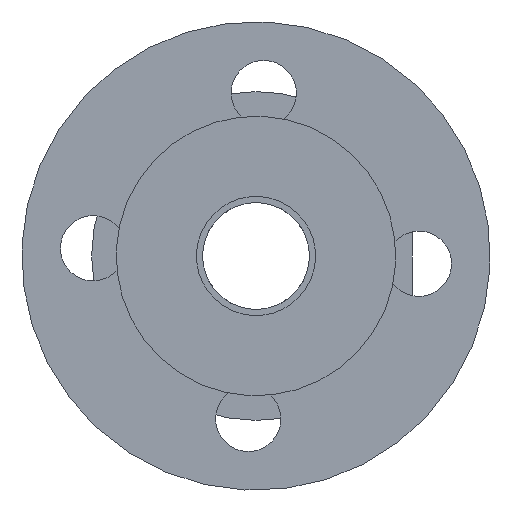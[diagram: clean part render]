
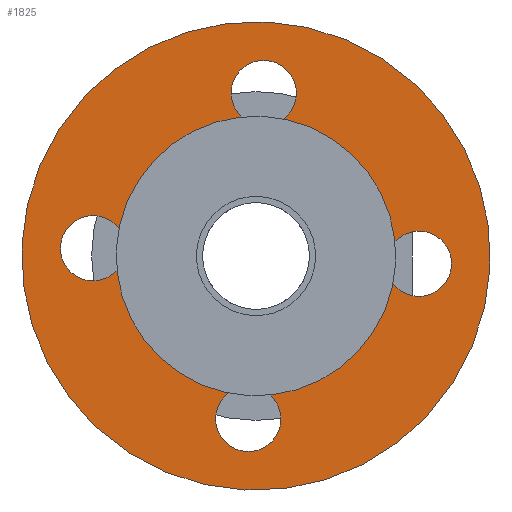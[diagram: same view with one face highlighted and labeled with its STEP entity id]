
A CAD part, left-side view. The second image highlights one B-rep face of the part: STEP entity #1825.
In plain terms, the highlighted planar face has unit normal (-1, 0, 0).
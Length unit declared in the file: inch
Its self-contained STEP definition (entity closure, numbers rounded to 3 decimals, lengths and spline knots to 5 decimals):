
#6 = CARTESIAN_POINT ( 'NONE',  ( -38.67215, 0.07395, -1.56075 ) ) ;
#22 = FACE_BOUND ( 'NONE', #1381, .T. ) ;
#23 = ORIENTED_EDGE ( 'NONE', *, *, #1979, .F. ) ;
#57 = DIRECTION ( 'NONE',  ( -1., 0., 0. ) ) ;
#93 = DIRECTION ( 'NONE',  ( -1., 0., 0. ) ) ;
#105 = ORIENTED_EDGE ( 'NONE', *, *, #1474, .F. ) ;
#144 = CARTESIAN_POINT ( 'NONE',  ( -38.67215, -1.57554, 0.2382 ) ) ;
#164 = DIRECTION ( 'NONE',  ( 0., 0.047, -0.999 ) ) ;
#190 = ORIENTED_EDGE ( 'NONE', *, *, #1870, .F. ) ;
#218 = ORIENTED_EDGE ( 'NONE', *, *, #1086, .F. ) ;
#240 = VERTEX_POINT ( 'NONE', #1275 ) ;
#241 = ORIENTED_EDGE ( 'NONE', *, *, #1597, .F. ) ;
#257 = CARTESIAN_POINT ( 'NONE',  ( -38.67215, -1.56075, -0.07395 ) ) ;
#270 = CIRCLE ( 'NONE', #1948, 0.3125 ) ;
#280 = DIRECTION ( 'NONE',  ( -1., 0., 0. ) ) ;
#283 = EDGE_LOOP ( 'NONE', ( #692, #241 ) ) ;
#292 = CARTESIAN_POINT ( 'NONE',  ( -38.67215, 0., 0. ) ) ;
#352 = CARTESIAN_POINT ( 'NONE',  ( -38.67215, 0.10621, -2.24149 ) ) ;
#383 = FACE_BOUND ( 'NONE', #1101, .T. ) ;
#390 = ORIENTED_EDGE ( 'NONE', *, *, #1147, .T. ) ;
#399 = CIRCLE ( 'NONE', #1139, 2.244 ) ;
#403 = EDGE_CURVE ( 'NONE', #1141, #463, #1740, .T. ) ;
#408 = CARTESIAN_POINT ( 'NONE',  ( -38.67215, 0.08874, -1.8729 ) ) ;
#414 = DIRECTION ( 'NONE',  ( 0., -0.999, -0.047 ) ) ;
#452 = DIRECTION ( 'NONE',  ( 0., -0.047, 0.999 ) ) ;
#457 = CARTESIAN_POINT ( 'NONE',  ( -38.67215, 1.57554, -0.2382 ) ) ;
#463 = VERTEX_POINT ( 'NONE', #408 ) ;
#465 = CARTESIAN_POINT ( 'NONE',  ( -38.67215, 0., 0. ) ) ;
#474 = DIRECTION ( 'NONE',  ( -1., 0., 0. ) ) ;
#477 = ORIENTED_EDGE ( 'NONE', *, *, #562, .F. ) ;
#508 = CIRCLE ( 'NONE', #893, 0.827 ) ;
#562 = EDGE_CURVE ( 'NONE', #791, #1310, #1452, .T. ) ;
#584 = CIRCLE ( 'NONE', #1620, 0.3125 ) ;
#595 = DIRECTION ( 'NONE',  ( -1., 0., 0. ) ) ;
#615 = DIRECTION ( 'NONE',  ( 0., -0.047, 0.999 ) ) ;
#621 = VERTEX_POINT ( 'NONE', #1721 ) ;
#627 = CARTESIAN_POINT ( 'NONE',  ( -38.67215, 0.07395, -1.56075 ) ) ;
#647 = DIRECTION ( 'NONE',  ( -1., 0., 0. ) ) ;
#654 = AXIS2_PLACEMENT_3D ( 'NONE', #1245, #647, #1551 ) ;
#692 = ORIENTED_EDGE ( 'NONE', *, *, #962, .F. ) ;
#694 = EDGE_LOOP ( 'NONE', ( #190, #709 ) ) ;
#709 = ORIENTED_EDGE ( 'NONE', *, *, #1233, .F. ) ;
#712 = AXIS2_PLACEMENT_3D ( 'NONE', #6, #1091, #164 ) ;
#737 = DIRECTION ( 'NONE',  ( -1., 0., 0. ) ) ;
#746 = VERTEX_POINT ( 'NONE', #1935 ) ;
#775 = VERTEX_POINT ( 'NONE', #144 ) ;
#788 = FACE_BOUND ( 'NONE', #1818, .T. ) ;
#791 = VERTEX_POINT ( 'NONE', #457 ) ;
#849 = ORIENTED_EDGE ( 'NONE', *, *, #1638, .T. ) ;
#860 = PLANE ( 'NONE',  #1681 ) ;
#879 = CIRCLE ( 'NONE', #1127, 0.3125 ) ;
#893 = AXIS2_PLACEMENT_3D ( 'NONE', #1497, #595, #1657 ) ;
#910 = CARTESIAN_POINT ( 'NONE',  ( -38.67215, 1.56075, 0.07395 ) ) ;
#933 = AXIS2_PLACEMENT_3D ( 'NONE', #1905, #1298, #1747 ) ;
#962 = EDGE_CURVE ( 'NONE', #746, #1446, #1081, .T. ) ;
#986 = CIRCLE ( 'NONE', #712, 0.3125 ) ;
#988 = CARTESIAN_POINT ( 'NONE',  ( -38.67215, -0.07395, 1.56075 ) ) ;
#1048 = CIRCLE ( 'NONE', #1934, 0.3125 ) ;
#1067 = AXIS2_PLACEMENT_3D ( 'NONE', #292, #1354, #452 ) ;
#1068 = DIRECTION ( 'NONE',  ( 0., 0.999, 0.047 ) ) ;
#1081 = CIRCLE ( 'NONE', #1067, 0.827 ) ;
#1086 = EDGE_CURVE ( 'NONE', #463, #1141, #986, .T. ) ;
#1091 = DIRECTION ( 'NONE',  ( -1., 0., 0. ) ) ;
#1101 = EDGE_LOOP ( 'NONE', ( #1117, #477 ) ) ;
#1117 = ORIENTED_EDGE ( 'NONE', *, *, #1606, .F. ) ;
#1127 = AXIS2_PLACEMENT_3D ( 'NONE', #1640, #737, #1782 ) ;
#1139 = AXIS2_PLACEMENT_3D ( 'NONE', #465, #1517, #615 ) ;
#1141 = VERTEX_POINT ( 'NONE', #1673 ) ;
#1143 = DIRECTION ( 'NONE',  ( 0., -0.047, 0.999 ) ) ;
#1147 = EDGE_CURVE ( 'NONE', #1565, #1432, #1315, .T. ) ;
#1157 = FACE_OUTER_BOUND ( 'NONE', #1951, .T. ) ;
#1181 = DIRECTION ( 'NONE',  ( 0., -0.047, 0.999 ) ) ;
#1209 = CARTESIAN_POINT ( 'NONE',  ( -38.67215, -1.56075, -0.07395 ) ) ;
#1232 = CARTESIAN_POINT ( 'NONE',  ( -38.67215, -0.05916, 1.2486 ) ) ;
#1233 = EDGE_CURVE ( 'NONE', #1357, #240, #879, .T. ) ;
#1245 = CARTESIAN_POINT ( 'NONE',  ( -38.67215, 0., 0. ) ) ;
#1271 = CIRCLE ( 'NONE', #1906, 0.3125 ) ;
#1275 = CARTESIAN_POINT ( 'NONE',  ( -38.67215, -0.08874, 1.8729 ) ) ;
#1298 = DIRECTION ( 'NONE',  ( -1., 0., 0. ) ) ;
#1310 = VERTEX_POINT ( 'NONE', #1336 ) ;
#1315 = CIRCLE ( 'NONE', #654, 2.244 ) ;
#1321 = DIRECTION ( 'NONE',  ( -1., 0., 0. ) ) ;
#1336 = CARTESIAN_POINT ( 'NONE',  ( -38.67215, 1.54596, 0.3861 ) ) ;
#1346 = DIRECTION ( 'NONE',  ( 0., -0.999, -0.047 ) ) ;
#1354 = DIRECTION ( 'NONE',  ( -1., 0., 0. ) ) ;
#1357 = VERTEX_POINT ( 'NONE', #1232 ) ;
#1381 = EDGE_LOOP ( 'NONE', ( #105, #23 ) ) ;
#1432 = VERTEX_POINT ( 'NONE', #1929 ) ;
#1446 = VERTEX_POINT ( 'NONE', #1639 ) ;
#1452 = CIRCLE ( 'NONE', #933, 0.3125 ) ;
#1474 = EDGE_CURVE ( 'NONE', #775, #621, #1048, .T. ) ;
#1497 = CARTESIAN_POINT ( 'NONE',  ( -38.67215, 0., 0. ) ) ;
#1517 = DIRECTION ( 'NONE',  ( -1., 0., 0. ) ) ;
#1536 = FACE_BOUND ( 'NONE', #283, .T. ) ;
#1551 = DIRECTION ( 'NONE',  ( 0., -0.047, 0.999 ) ) ;
#1565 = VERTEX_POINT ( 'NONE', #352 ) ;
#1597 = EDGE_CURVE ( 'NONE', #1446, #746, #508, .T. ) ;
#1606 = EDGE_CURVE ( 'NONE', #1310, #791, #1271, .T. ) ;
#1620 = AXIS2_PLACEMENT_3D ( 'NONE', #257, #1321, #414 ) ;
#1638 = EDGE_CURVE ( 'NONE', #1432, #1565, #399, .T. ) ;
#1639 = CARTESIAN_POINT ( 'NONE',  ( -38.67215, 0.03914, -0.82607 ) ) ;
#1640 = CARTESIAN_POINT ( 'NONE',  ( -38.67215, -0.07395, 1.56075 ) ) ;
#1647 = AXIS2_PLACEMENT_3D ( 'NONE', #627, #474, #1965 ) ;
#1657 = DIRECTION ( 'NONE',  ( 0., -0.047, 0.999 ) ) ;
#1673 = CARTESIAN_POINT ( 'NONE',  ( -38.67215, 0.05916, -1.2486 ) ) ;
#1681 = AXIS2_PLACEMENT_3D ( 'NONE', #1916, #93, #1181 ) ;
#1721 = CARTESIAN_POINT ( 'NONE',  ( -38.67215, -1.54596, -0.3861 ) ) ;
#1740 = CIRCLE ( 'NONE', #1647, 0.3125 ) ;
#1747 = DIRECTION ( 'NONE',  ( 0., 0.999, 0.047 ) ) ;
#1782 = DIRECTION ( 'NONE',  ( 0., -0.047, 0.999 ) ) ;
#1815 = ORIENTED_EDGE ( 'NONE', *, *, #403, .F. ) ;
#1818 = EDGE_LOOP ( 'NONE', ( #1815, #218 ) ) ;
#1825 = ADVANCED_FACE ( 'NONE', ( #22, #788, #383, #1942, #1536, #1157 ), #860, .T. ) ;
#1870 = EDGE_CURVE ( 'NONE', #240, #1357, #270, .T. ) ;
#1905 = CARTESIAN_POINT ( 'NONE',  ( -38.67215, 1.56075, 0.07395 ) ) ;
#1906 = AXIS2_PLACEMENT_3D ( 'NONE', #910, #1967, #1068 ) ;
#1916 = CARTESIAN_POINT ( 'NONE',  ( -38.67215, 0., 0. ) ) ;
#1929 = CARTESIAN_POINT ( 'NONE',  ( -38.67215, -0.10621, 2.24149 ) ) ;
#1934 = AXIS2_PLACEMENT_3D ( 'NONE', #1209, #280, #1346 ) ;
#1935 = CARTESIAN_POINT ( 'NONE',  ( -38.67215, -0.03914, 0.82607 ) ) ;
#1942 = FACE_BOUND ( 'NONE', #694, .T. ) ;
#1948 = AXIS2_PLACEMENT_3D ( 'NONE', #988, #57, #1143 ) ;
#1951 = EDGE_LOOP ( 'NONE', ( #390, #849 ) ) ;
#1965 = DIRECTION ( 'NONE',  ( 0., 0.047, -0.999 ) ) ;
#1967 = DIRECTION ( 'NONE',  ( -1., 0., 0. ) ) ;
#1979 = EDGE_CURVE ( 'NONE', #621, #775, #584, .T. ) ;
